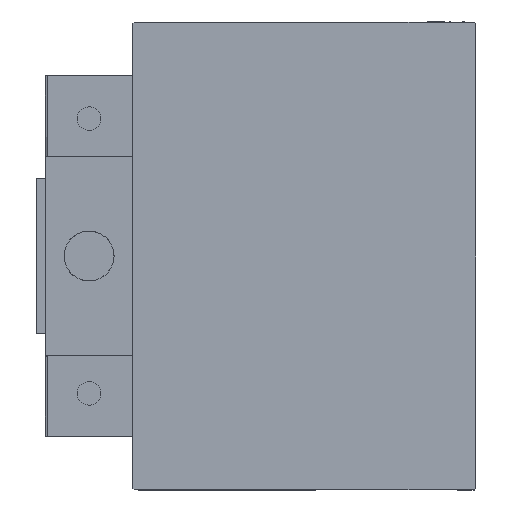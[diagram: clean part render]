
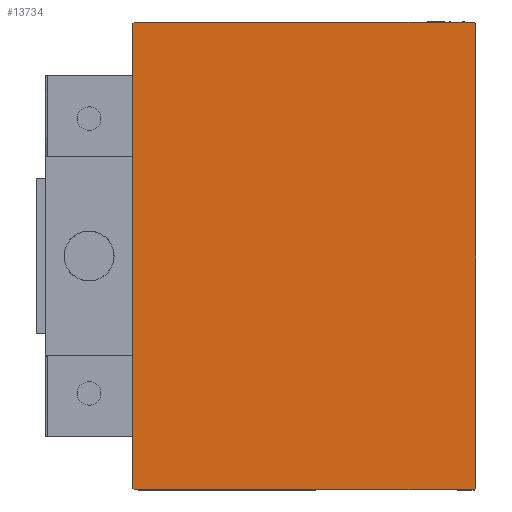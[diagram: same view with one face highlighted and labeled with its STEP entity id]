
A CAD part, left-side view. The second image highlights one B-rep face of the part: STEP entity #13734.
In plain terms, the highlighted face is planar.
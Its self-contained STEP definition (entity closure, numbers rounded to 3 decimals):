
#320 = VERTEX_POINT ( 'NONE', #8288 ) ;
#490 = EDGE_CURVE ( 'NONE', #49365, #16043, #2701, .T. ) ;
#2037 = DIRECTION ( 'NONE',  ( 0., -0.707, 0.707 ) ) ;
#2302 = LINE ( 'NONE', #25079, #9417 ) ;
#2701 = LINE ( 'NONE', #33583, #42491 ) ;
#3237 = FACE_OUTER_BOUND ( 'NONE', #36426, .T. ) ;
#3513 = CARTESIAN_POINT ( 'NONE',  ( 105., -27.5, -37.5 ) ) ;
#4898 = LINE ( 'NONE', #31736, #35237 ) ;
#5436 = AXIS2_PLACEMENT_3D ( 'NONE', #29329, #34124, #13883 ) ;
#6417 = EDGE_CURVE ( 'NONE', #16043, #30208, #49480, .T. ) ;
#7136 = ORIENTED_EDGE ( 'NONE', *, *, #41713, .T. ) ;
#8288 = CARTESIAN_POINT ( 'NONE',  ( 105., -27.2, -37.5 ) ) ;
#8746 = VERTEX_POINT ( 'NONE', #15270 ) ;
#8825 = EDGE_CURVE ( 'NONE', #10117, #49232, #4898, .T. ) ;
#9417 = VECTOR ( 'NONE', #33683, 1000. ) ;
#10117 = VERTEX_POINT ( 'NONE', #45670 ) ;
#11948 = LINE ( 'NONE', #19021, #41074 ) ;
#12928 = CARTESIAN_POINT ( 'NONE',  ( 105., 32.35, 32.35 ) ) ;
#13734 = ADVANCED_FACE ( 'NONE', ( #3237 ), #37677, .T. ) ;
#13805 = ORIENTED_EDGE ( 'NONE', *, *, #39776, .T. ) ;
#13883 = DIRECTION ( 'NONE',  ( 0., 0., -1. ) ) ;
#13909 = EDGE_CURVE ( 'NONE', #29732, #320, #11948, .T. ) ;
#15270 = CARTESIAN_POINT ( 'NONE',  ( 105., -27.5, 37.2 ) ) ;
#16043 = VERTEX_POINT ( 'NONE', #39518 ) ;
#17736 = EDGE_CURVE ( 'NONE', #320, #49365, #43285, .T. ) ;
#18935 = ORIENTED_EDGE ( 'NONE', *, *, #490, .T. ) ;
#19021 = CARTESIAN_POINT ( 'NONE',  ( 105., -32.35, -32.35 ) ) ;
#19562 = CARTESIAN_POINT ( 'NONE',  ( 105., -27.2, 37.5 ) ) ;
#21816 = CARTESIAN_POINT ( 'NONE',  ( 105., 27.2, -37.5 ) ) ;
#23167 = ORIENTED_EDGE ( 'NONE', *, *, #6417, .T. ) ;
#23878 = CARTESIAN_POINT ( 'NONE',  ( 105., -27.5, -37.2 ) ) ;
#23892 = VECTOR ( 'NONE', #43782, 1000. ) ;
#23990 = ORIENTED_EDGE ( 'NONE', *, *, #24575, .T. ) ;
#24575 = EDGE_CURVE ( 'NONE', #30208, #10117, #48666, .T. ) ;
#25079 = CARTESIAN_POINT ( 'NONE',  ( 105., -27.5, 37.5 ) ) ;
#26233 = DIRECTION ( 'NONE',  ( 0., 0.707, 0.707 ) ) ;
#26366 = CARTESIAN_POINT ( 'NONE',  ( 105., 27.5, -37.5 ) ) ;
#27515 = CARTESIAN_POINT ( 'NONE',  ( 105., 27.5, 37.2 ) ) ;
#28552 = LINE ( 'NONE', #44028, #23892 ) ;
#29329 = CARTESIAN_POINT ( 'NONE',  ( 105., 0., 0. ) ) ;
#29732 = VERTEX_POINT ( 'NONE', #23878 ) ;
#30208 = VERTEX_POINT ( 'NONE', #27515 ) ;
#31736 = CARTESIAN_POINT ( 'NONE',  ( 105., 27.5, 37.5 ) ) ;
#33583 = CARTESIAN_POINT ( 'NONE',  ( 105., 32.35, -32.35 ) ) ;
#33683 = DIRECTION ( 'NONE',  ( 0., 0., -1. ) ) ;
#34124 = DIRECTION ( 'NONE',  ( 1., 0., 0. ) ) ;
#35237 = VECTOR ( 'NONE', #47215, 1000. ) ;
#36426 = EDGE_LOOP ( 'NONE', ( #47224, #18935, #23167, #23990, #44428, #13805, #7136, #43803 ) ) ;
#37677 = PLANE ( 'NONE',  #5436 ) ;
#39058 = DIRECTION ( 'NONE',  ( 0., 0.707, -0.707 ) ) ;
#39518 = CARTESIAN_POINT ( 'NONE',  ( 105., 27.5, -37.2 ) ) ;
#39582 = VECTOR ( 'NONE', #42282, 1000. ) ;
#39776 = EDGE_CURVE ( 'NONE', #49232, #8746, #28552, .T. ) ;
#41074 = VECTOR ( 'NONE', #39058, 1000. ) ;
#41713 = EDGE_CURVE ( 'NONE', #8746, #29732, #2302, .T. ) ;
#41849 = DIRECTION ( 'NONE',  ( 0., 0., 1. ) ) ;
#42282 = DIRECTION ( 'NONE',  ( 0., 1., 0. ) ) ;
#42491 = VECTOR ( 'NONE', #26233, 1000. ) ;
#43285 = LINE ( 'NONE', #3513, #39582 ) ;
#43369 = VECTOR ( 'NONE', #41849, 1000. ) ;
#43782 = DIRECTION ( 'NONE',  ( 0., -0.707, -0.707 ) ) ;
#43803 = ORIENTED_EDGE ( 'NONE', *, *, #13909, .T. ) ;
#44028 = CARTESIAN_POINT ( 'NONE',  ( 105., -32.35, 32.35 ) ) ;
#44428 = ORIENTED_EDGE ( 'NONE', *, *, #8825, .T. ) ;
#45670 = CARTESIAN_POINT ( 'NONE',  ( 105., 27.2, 37.5 ) ) ;
#47215 = DIRECTION ( 'NONE',  ( 0., -1., 0. ) ) ;
#47224 = ORIENTED_EDGE ( 'NONE', *, *, #17736, .T. ) ;
#48666 = LINE ( 'NONE', #12928, #49418 ) ;
#49232 = VERTEX_POINT ( 'NONE', #19562 ) ;
#49365 = VERTEX_POINT ( 'NONE', #21816 ) ;
#49418 = VECTOR ( 'NONE', #2037, 1000. ) ;
#49480 = LINE ( 'NONE', #26366, #43369 ) ;
